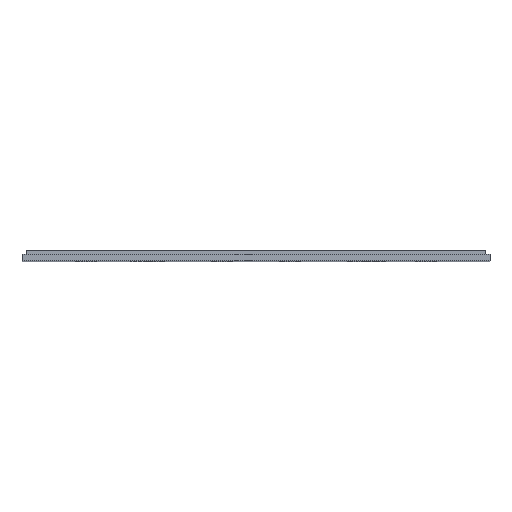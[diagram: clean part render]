
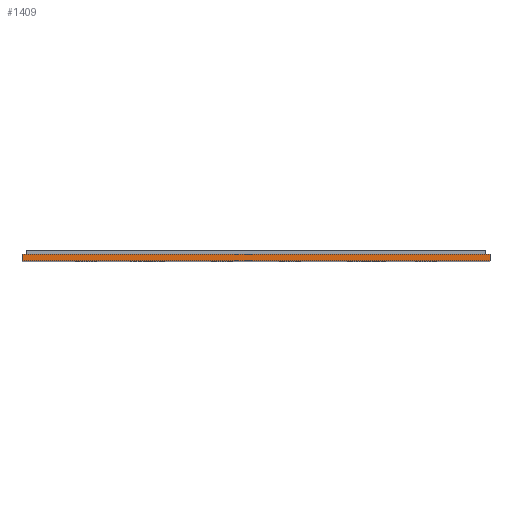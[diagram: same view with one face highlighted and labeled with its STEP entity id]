
A CAD part, top view. The second image highlights one B-rep face of the part: STEP entity #1409.
In plain terms, the highlighted planar face has unit normal (0, 0, 1).
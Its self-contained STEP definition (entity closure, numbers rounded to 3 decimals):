
#190=FACE_OUTER_BOUND('',#286,.T.);
#286=EDGE_LOOP('',(#1271,#1272,#1273,#1274));
#407=LINE('',#2406,#548);
#423=LINE('',#2439,#564);
#429=LINE('',#2450,#570);
#430=LINE('',#2452,#571);
#548=VECTOR('',#1847,10.);
#564=VECTOR('',#1875,10.);
#570=VECTOR('',#1885,10.);
#571=VECTOR('',#1888,10.);
#686=VERTEX_POINT('',#2404);
#687=VERTEX_POINT('',#2405);
#698=VERTEX_POINT('',#2438);
#701=VERTEX_POINT('',#2448);
#873=EDGE_CURVE('',#686,#687,#407,.T.);
#889=EDGE_CURVE('',#687,#698,#423,.T.);
#895=EDGE_CURVE('',#686,#701,#429,.T.);
#896=EDGE_CURVE('',#698,#701,#430,.T.);
#1271=ORIENTED_EDGE('',*,*,#873,.F.);
#1272=ORIENTED_EDGE('',*,*,#895,.T.);
#1273=ORIENTED_EDGE('',*,*,#896,.F.);
#1274=ORIENTED_EDGE('',*,*,#889,.F.);
#1333=PLANE('',#1535);
#1409=ADVANCED_FACE('',(#190),#1333,.T.);
#1535=AXIS2_PLACEMENT_3D('',#2451,#1886,#1887);
#1847=DIRECTION('',(-1.,0.,0.));
#1875=DIRECTION('',(0.,1.,0.));
#1885=DIRECTION('',(0.,1.,0.));
#1886=DIRECTION('center_axis',(0.,0.,1.));
#1887=DIRECTION('ref_axis',(1.,0.,0.));
#1888=DIRECTION('',(1.,0.,0.));
#2404=CARTESIAN_POINT('',(0.,0.,0.));
#2405=CARTESIAN_POINT('',(-72.,0.,0.));
#2406=CARTESIAN_POINT('',(0.,0.,0.));
#2438=CARTESIAN_POINT('',(-72.,0.95,0.));
#2439=CARTESIAN_POINT('',(-72.,0.,0.));
#2448=CARTESIAN_POINT('',(0.,0.95,0.));
#2450=CARTESIAN_POINT('',(0.,0.,0.));
#2451=CARTESIAN_POINT('Origin',(-72.,0.,0.));
#2452=CARTESIAN_POINT('',(0.,0.95,0.));
